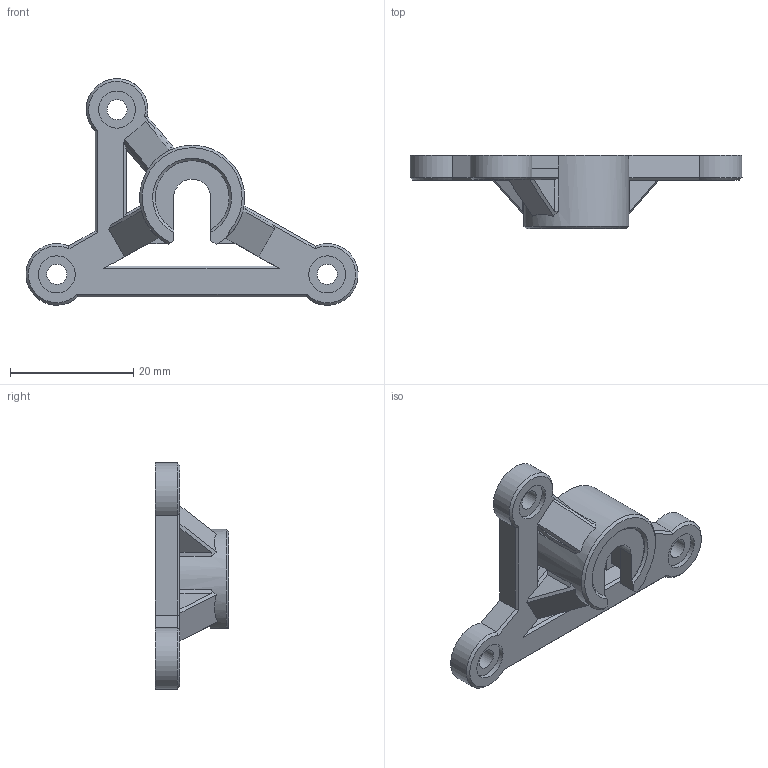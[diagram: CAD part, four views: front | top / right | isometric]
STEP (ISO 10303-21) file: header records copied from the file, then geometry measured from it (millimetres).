
FILE_DESCRIPTION(/* description */ ('STEP AP242','CAx-IF Rec.Pracs.---Representation and Presentation of Product Manufacturing Information (PMI)---4.0---2014-10-13','CAx-IF Rec.Pracs.---3D Tessellated Geometry---0.4---2014-09-14','2;1'),/* implementation_level */ '2;1');
FILE_NAME(/* name */ '6335a6869236824bc2ee4c7e',/* time_stamp */ '2022-09-29T14:07:02+00:00',/* author */ (''),/* organization */ (''),/* preprocessor_version */ 'ST-DEVELOPER v18.102',/* originating_system */ ' ',/* authorisation */ ' ');
FILE_SCHEMA (('AP242_MANAGED_MODEL_BASED_3D_ENGINEERING_MIM_LF { 1 0 10303 442 1 1 4 }'));
Length unit declared in the file: metre
Products named in the file (1): Rotor Plate
Bounding box: 53.8 x 11.9 x 36.69 mm (x, y, z)
Volume: 4115 mm3; surface area: 3381.1 mm2
Topology: 1 solids, 4 shells, 92 faces, 239 edges, 156 vertices
Faces by surface type: plane 69, cylinder 18, cone 5
Full cylindrical faces by diameter (mm): 3.25 x3, 6 x3
Entity records: 2821 total; most frequent: CARTESIAN_POINT 506, DIRECTION 475, ORIENTED_EDGE 466, EDGE_CURVE 233, LINE 161, VECTOR 161, AXIS2_PLACEMENT_3D 157, VERTEX_POINT 156
